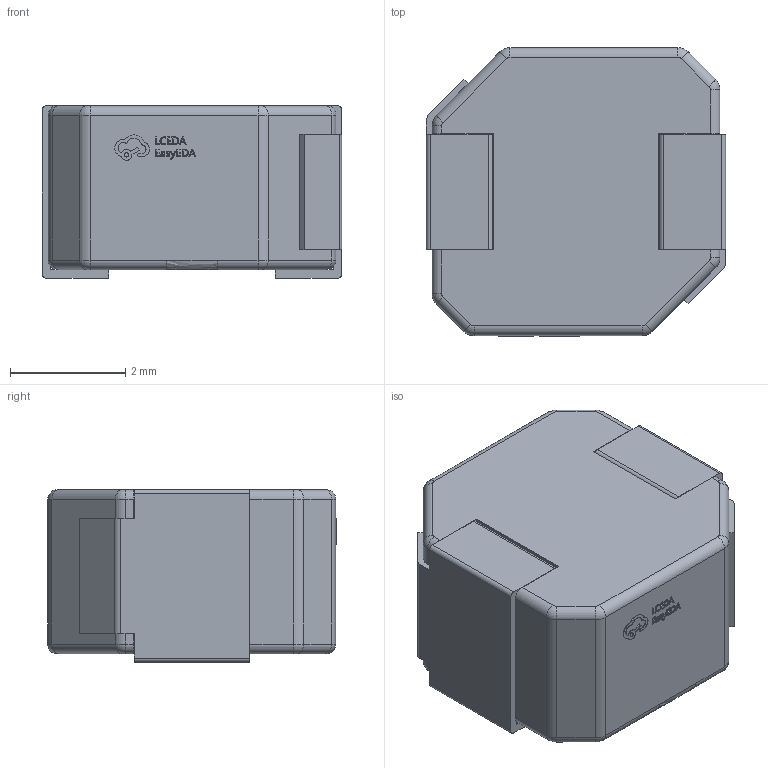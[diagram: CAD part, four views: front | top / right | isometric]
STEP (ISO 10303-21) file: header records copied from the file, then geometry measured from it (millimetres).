
FILE_DESCRIPTION (( 'STEP AP214' ), '1' );
FILE_NAME ('IND-SMD_L5.0-W5.0-H3.0_SPM5030T.step', '2022-07-09T00:26:28', ( '' ), ( '' ), 'SwSTEP 2.0', 'SolidWorks 2020', '' );
FILE_SCHEMA (( 'AUTOMOTIVE_DESIGN' ));
Length unit declared in the file: millimetre
Products named in the file (1): IND-SMD_L5.0-W5.0-H3.0_SPM5030T
Bounding box: 5.2 x 5.01 x 3 mm (x, y, z)
Volume: 67.4 mm3; surface area: 150.7 mm2
Topology: 2 solids, 2 shells, 413 faces, 1117 edges, 734 vertices
Faces by surface type: plane 243, bspline 114, cylinder 40, torus 16
Entity records: 18064 total; most frequent: CARTESIAN_POINT 4421, ORIENTED_EDGE 2234, DIRECTION 1585, EDGE_CURVE 1117, LINE 789, VECTOR 789, VERTEX_POINT 734, EDGE_LOOP 439
